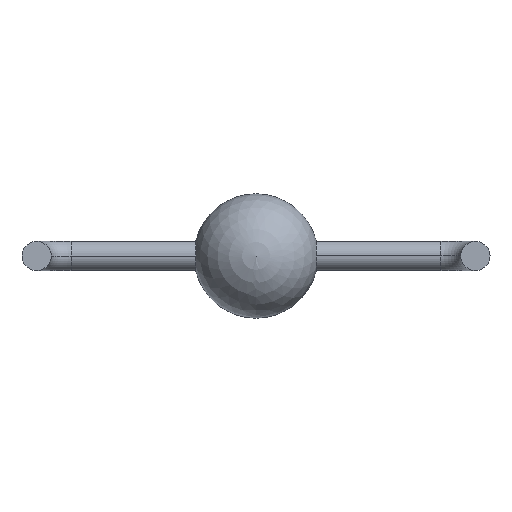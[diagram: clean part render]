
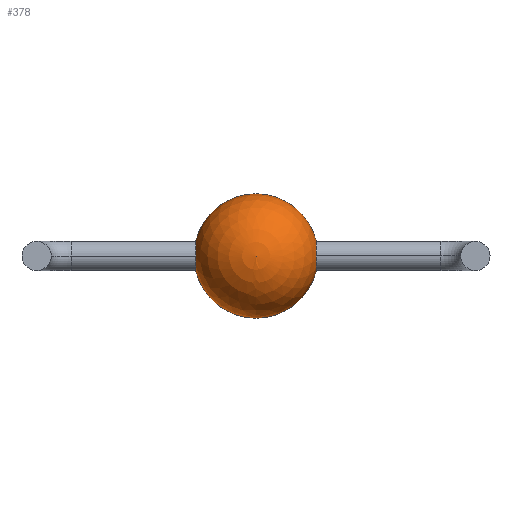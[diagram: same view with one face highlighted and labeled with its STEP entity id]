
A CAD part, front view. The second image highlights one B-rep face of the part: STEP entity #378.
In plain terms, the highlighted spherical face has radius 1.8 mm.
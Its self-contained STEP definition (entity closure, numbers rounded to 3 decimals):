
#4 = DIRECTION ( 'NONE',  ( 0., 1., 0. ) ) ;
#6 = DIRECTION ( 'NONE',  ( -1., 0., 0. ) ) ;
#11 = DIRECTION ( 'NONE',  ( 0., 0., -1. ) ) ;
#49 = EDGE_LOOP ( 'NONE', ( #379, #101, #460, #113, #67, #167 ) ) ;
#67 = ORIENTED_EDGE ( 'NONE', *, *, #355, .F. ) ;
#73 = CARTESIAN_POINT ( 'NONE',  ( 0., 0., 0. ) ) ;
#74 = CIRCLE ( 'NONE', #168, 0.423 ) ;
#77 = DIRECTION ( 'NONE',  ( 0., -1., 0. ) ) ;
#80 = CARTESIAN_POINT ( 'NONE',  ( -1.75, 0., 0. ) ) ;
#83 = EDGE_CURVE ( 'NONE', #327, #144, #74, .T. ) ;
#101 = ORIENTED_EDGE ( 'NONE', *, *, #174, .T. ) ;
#109 = DIRECTION ( 'NONE',  ( 1., 0., 0. ) ) ;
#113 = ORIENTED_EDGE ( 'NONE', *, *, #227, .F. ) ;
#144 = VERTEX_POINT ( 'NONE', #381 ) ;
#164 = DIRECTION ( 'NONE',  ( 0., -1., 0. ) ) ;
#167 = ORIENTED_EDGE ( 'NONE', *, *, #410, .F. ) ;
#168 = AXIS2_PLACEMENT_3D ( 'NONE', #394, #436, #11 ) ;
#174 = EDGE_CURVE ( 'NONE', #327, #383, #262, .T. ) ;
#192 = CARTESIAN_POINT ( 'NONE',  ( 1.75, 0., -0.423 ) ) ;
#194 = DIRECTION ( 'NONE',  ( 0., 0., -1. ) ) ;
#200 = VERTEX_POINT ( 'NONE', #363 ) ;
#227 = EDGE_CURVE ( 'NONE', #200, #263, #374, .T. ) ;
#232 = CARTESIAN_POINT ( 'NONE',  ( 0., 0., 0. ) ) ;
#234 = CARTESIAN_POINT ( 'NONE',  ( -1.75, 0., 0. ) ) ;
#236 = CARTESIAN_POINT ( 'NONE',  ( -1.75, 0., 0.423 ) ) ;
#261 = AXIS2_PLACEMENT_3D ( 'NONE', #234, #6, #280 ) ;
#262 = CIRCLE ( 'NONE', #389, 1.8 ) ;
#263 = VERTEX_POINT ( 'NONE', #475 ) ;
#264 = CIRCLE ( 'NONE', #403, 1.8 ) ;
#271 = AXIS2_PLACEMENT_3D ( 'NONE', #349, #109, #390 ) ;
#277 = DIRECTION ( 'NONE',  ( 0., 0., 1. ) ) ;
#280 = DIRECTION ( 'NONE',  ( 0., 0., 1. ) ) ;
#282 = DIRECTION ( 'NONE',  ( -1., 0., 0. ) ) ;
#295 = FACE_OUTER_BOUND ( 'NONE', #49, .T. ) ;
#296 = AXIS2_PLACEMENT_3D ( 'NONE', #73, #77, #194 ) ;
#325 = AXIS2_PLACEMENT_3D ( 'NONE', #80, #282, #458 ) ;
#327 = VERTEX_POINT ( 'NONE', #473 ) ;
#344 = SPHERICAL_SURFACE ( 'NONE', #296, 1.8 ) ;
#349 = CARTESIAN_POINT ( 'NONE',  ( 1.75, 0., 0. ) ) ;
#355 = EDGE_CURVE ( 'NONE', #459, #200, #264, .T. ) ;
#363 = CARTESIAN_POINT ( 'NONE',  ( -1.75, 0., -0.423 ) ) ;
#374 = CIRCLE ( 'NONE', #261, 0.423 ) ;
#378 = ADVANCED_FACE ( 'NONE', ( #295 ), #344, .T. ) ;
#379 = ORIENTED_EDGE ( 'NONE', *, *, #83, .F. ) ;
#381 = CARTESIAN_POINT ( 'NONE',  ( 1.75, -0.423, 0. ) ) ;
#383 = VERTEX_POINT ( 'NONE', #236 ) ;
#389 = AXIS2_PLACEMENT_3D ( 'NONE', #409, #164, #427 ) ;
#390 = DIRECTION ( 'NONE',  ( 0., 0., -1. ) ) ;
#394 = CARTESIAN_POINT ( 'NONE',  ( 1.75, 0., 0. ) ) ;
#397 = EDGE_CURVE ( 'NONE', #263, #383, #476, .T. ) ;
#403 = AXIS2_PLACEMENT_3D ( 'NONE', #232, #4, #277 ) ;
#409 = CARTESIAN_POINT ( 'NONE',  ( 0., 0., 0. ) ) ;
#410 = EDGE_CURVE ( 'NONE', #144, #459, #437, .T. ) ;
#427 = DIRECTION ( 'NONE',  ( 0., 0., -1. ) ) ;
#436 = DIRECTION ( 'NONE',  ( 1., 0., 0. ) ) ;
#437 = CIRCLE ( 'NONE', #271, 0.423 ) ;
#458 = DIRECTION ( 'NONE',  ( 0., 0., 1. ) ) ;
#459 = VERTEX_POINT ( 'NONE', #192 ) ;
#460 = ORIENTED_EDGE ( 'NONE', *, *, #397, .F. ) ;
#473 = CARTESIAN_POINT ( 'NONE',  ( 1.75, 0., 0.423 ) ) ;
#475 = CARTESIAN_POINT ( 'NONE',  ( -1.75, -0.423, 0. ) ) ;
#476 = CIRCLE ( 'NONE', #325, 0.423 ) ;
